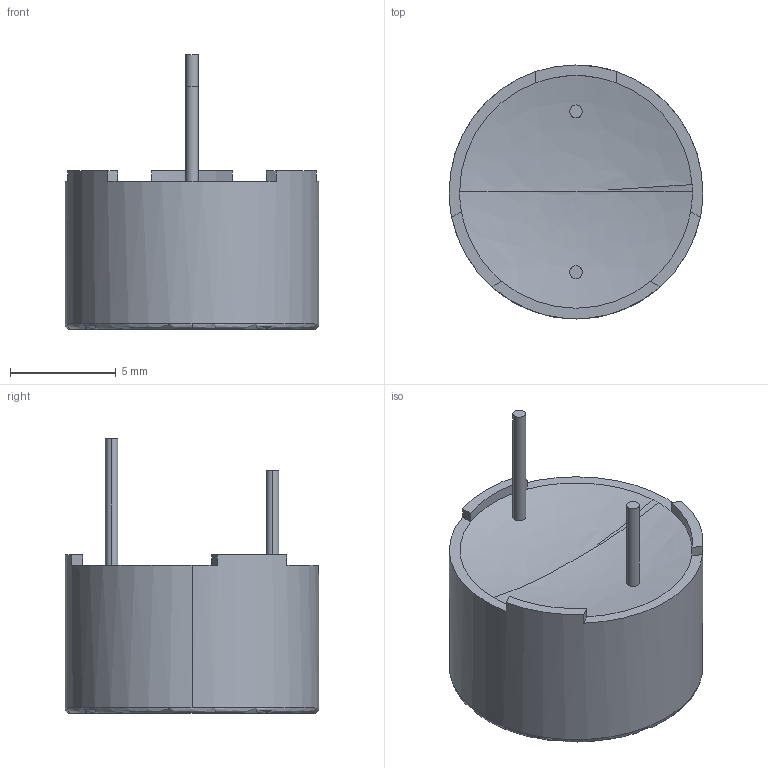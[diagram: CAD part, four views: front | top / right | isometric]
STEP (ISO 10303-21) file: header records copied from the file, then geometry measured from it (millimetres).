
FILE_DESCRIPTION (( 'STEP AP214' ), '1' );
FILE_NAME ('CUI_DEVICES_CMI-1275C-050.step', '2019-10-20T21:26:32', ( '' ), ( '' ), 'SwSTEP 2.0', 'SolidWorks 2019', '' );
FILE_SCHEMA (( 'AUTOMOTIVE_DESIGN' ));
Length unit declared in the file: inch
Products named in the file (4): ___SHELL-2; CUI_DEVICES_CMI-1275C-050; ___SHELL-3; ___SHELL-1
Assembly tree (3 placements, depth 2):
  CUI_DEVICES_CMI-1275C-050
    ___SHELL-1
    ___SHELL-2
    ___SHELL-3
Bounding box: 12 x 12 x 13 mm (x, y, z)
Volume: 717.5 mm3; surface area: 727.8 mm2
Topology: 3 solids, 3 shells, 58 faces, 138 edges, 88 vertices
Faces by surface type: plane 33, cylinder 18, torus 4, bspline 3
Entity records: 2472 total; most frequent: CARTESIAN_POINT 453, DIRECTION 306, ORIENTED_EDGE 270, EDGE_CURVE 135, AXIS2_PLACEMENT_3D 119, VERTEX_POINT 88, LINE 68, VECTOR 68
